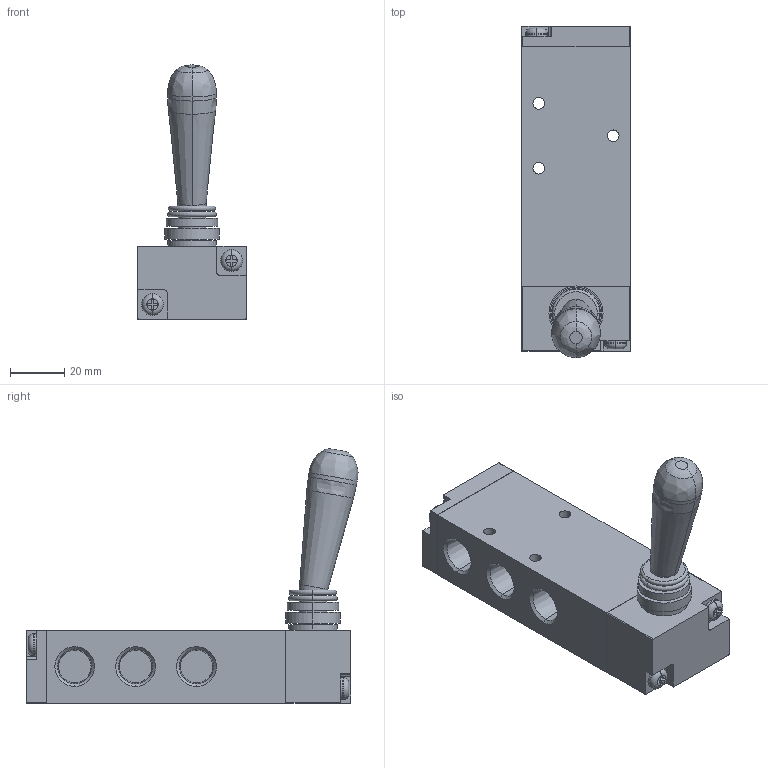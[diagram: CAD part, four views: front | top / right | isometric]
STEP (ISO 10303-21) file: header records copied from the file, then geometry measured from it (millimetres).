
FILE_DESCRIPTION (( 'STEP AP214' ), '1' );
FILE_NAME ('AVS-538C1-HL.step', '2018-10-25T17:34:25', ( '' ), ( '' ), 'SwSTEP 2.0', 'SolidWorks 2018', '' );
FILE_SCHEMA (( 'AUTOMOTIVE_DESIGN' ));
Length unit declared in the file: millimetre
Products named in the file (1): AVS-538C1-HL
Bounding box: 40 x 122.65 x 93.95 mm (x, y, z)
Volume: 132225.9 mm3; surface area: 31599.4 mm2
Topology: 4 solids, 4 shells, 219 faces, 511 edges, 330 vertices
Faces by surface type: plane 118, cylinder 57, cone 22, torus 16, bspline 6
Entity records: 8928 total; most frequent: CARTESIAN_POINT 1351, DIRECTION 1084, ORIENTED_EDGE 1022, EDGE_CURVE 511, AXIS2_PLACEMENT_3D 385, VERTEX_POINT 330, LINE 314, VECTOR 314
